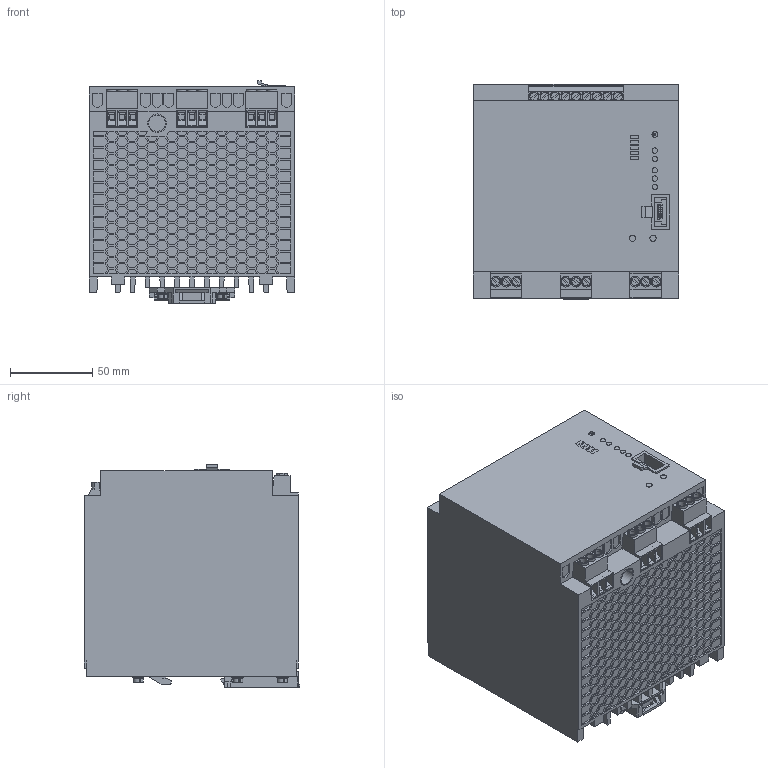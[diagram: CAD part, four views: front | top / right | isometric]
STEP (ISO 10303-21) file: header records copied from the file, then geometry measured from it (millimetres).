
FILE_DESCRIPTION(('Creo Elements/Direct Modeling STEP Export'),'2;1');
FILE_NAME('model.stp','2020-07-30T10:01:07',(''),(''),'Creo Elements/Direct Modeling STEP processor for AP214 (Solid Model)','Creo Elements/Direct Modeling 20.1A 29-Sep-2018 (C) Parametric Technology GmbH','');
FILE_SCHEMA(('AUTOMOTIVE_DESIGN { 1 0 10303 214 1 1 1 1 }'));
Products named in the file (2): QUINT_UPS_1AC_1AC_500VA-select
Assembly tree (1 placements, depth 2):
  QUINT_UPS_1AC_1AC_500VA-select
    QUINT_UPS_1AC_1AC_500VA-select
Bounding box: 125 x 130.65 x 135.38 mm (x, y, z)
Volume: 1876542.2 mm3; surface area: 149656.5 mm2
Topology: 1 solids, 1 shells, 4500 faces, 11627 edges, 7740 vertices
Faces by surface type: plane 4374, cylinder 126
Entity records: 168730 total; most frequent: CARTESIAN_POINT 23488, ORIENTED_EDGE 23254, DIRECTION 20332, EDGE_CURVE 11627, VECTOR 11164, LINE 11164, VERTEX_POINT 7740, EDGE_LOOP 5125
